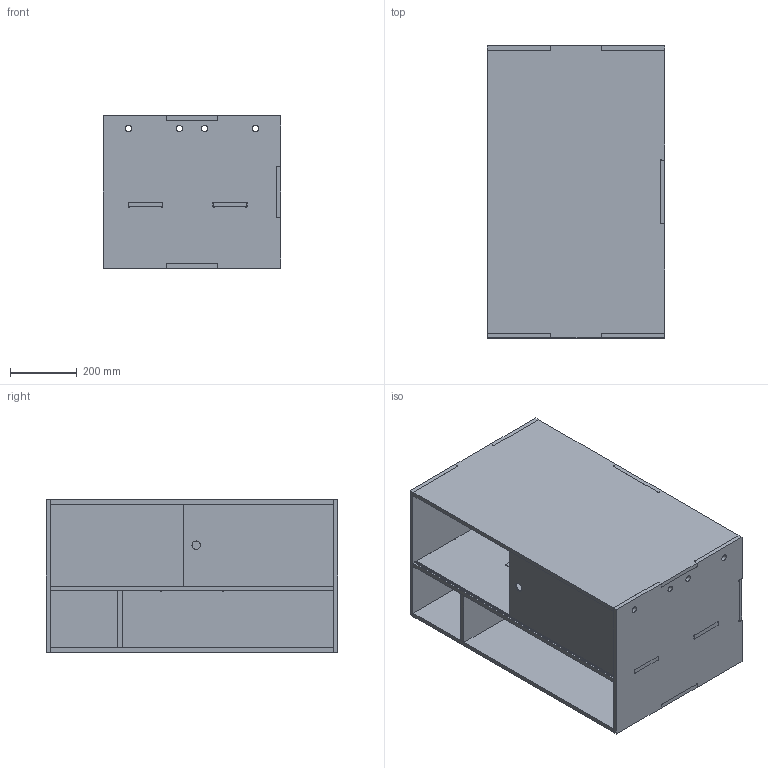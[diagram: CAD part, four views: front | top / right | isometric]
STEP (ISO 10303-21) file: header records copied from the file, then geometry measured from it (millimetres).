
FILE_DESCRIPTION(/* description */ (''),/* implementation_level */ '2;1');
FILE_NAME(/* name */ 'FilamentStorageBox v3.step',/* time_stamp */ '2021-02-01T17:50:54-05:00',/* author */ (''),/* organization */ (''),/* preprocessor_version */ 'ST-DEVELOPER v18.1',/* originating_system */ 'Autodesk Translation Framework v9.7.0.1280',/* authorisation */ '');
FILE_SCHEMA (('AUTOMOTIVE_DESIGN { 1 0 10303 214 3 1 1 }'));
Length unit declared in the file: inch
Products named in the file (9): FilamentStorageBox; Side; Bottom; Mid-Shelf; Divider; Top; Side (1); Back; Door
Assembly tree (8 placements, depth 2):
  FilamentStorageBox
    Side
    Bottom
    Mid-Shelf
    Divider
    Top
    Side (1)
    Back
    Door
Bounding box: 533.4 x 876.3 x 457.2 mm (x, y, z)
Volume: 29428634.5 mm3; surface area: 5111383.4 mm2
Topology: 8 solids, 8 shells, 271 faces, 765 edges, 510 vertices
Faces by surface type: plane 184, cylinder 87
Full cylindrical faces by diameter (mm): 19.05 x8, 25.4 x1
Entity records: 9096 total; most frequent: CARTESIAN_POINT 1563, ORIENTED_EDGE 1530, DIRECTION 1515, EDGE_CURVE 765, LINE 591, VECTOR 591, VERTEX_POINT 510, AXIS2_PLACEMENT_3D 462
